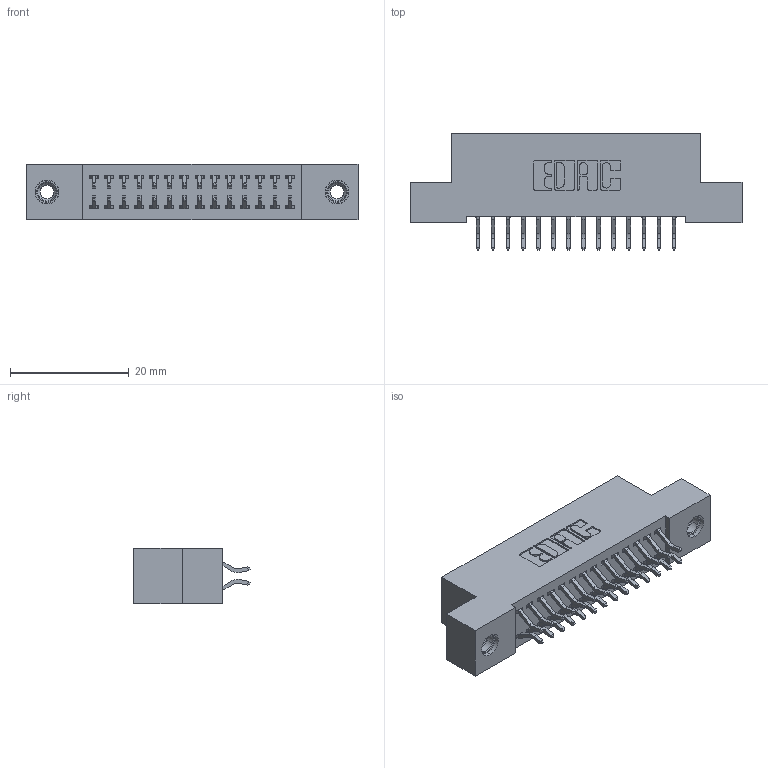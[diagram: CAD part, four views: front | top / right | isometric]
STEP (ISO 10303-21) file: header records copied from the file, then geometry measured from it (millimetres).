
FILE_DESCRIPTION (( 'STEP AP203' ), '1' );
FILE_NAME ('392-028-556-208.STEP', '2018-08-15T21:24:19', ( '' ), ( '' ), 'SwSTEP 2.0', 'SolidWorks 2016', '' );
FILE_SCHEMA (( 'CONFIG_CONTROL_DESIGN' ));
Length unit declared in the file: inch
Products named in the file (4): 345-292-001_556 Tail; 345-250-001_345-250-003-102; 392-028-556-208; 342 Part_TI
Assembly tree (31 placements, depth 2):
  392-028-556-208
    342 Part_TI
    345-292-001_556 Tail  x28
    345-250-001_345-250-003-102  x2
Bounding box: 55.88 x 19.58 x 9.4 mm (x, y, z)
Volume: 4881.9 mm3; surface area: 7239.7 mm2
Topology: 31 solids, 31 shells, 1794 faces, 5279 edges, 3474 vertices
Faces by surface type: plane 1218, cylinder 560, cone 12, torus 4
Entity records: 13902 total; most frequent: CARTESIAN_POINT 2333, ORIENTED_EDGE 2250, DIRECTION 2063, EDGE_CURVE 1125, LINE 969, VECTOR 969, VERTEX_POINT 744, AXIS2_PLACEMENT_3D 547
